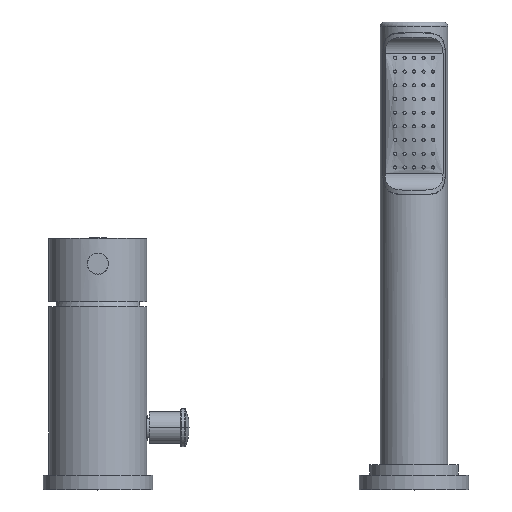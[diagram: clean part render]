
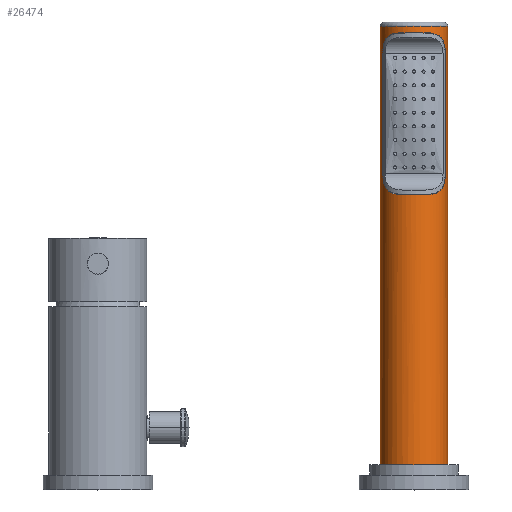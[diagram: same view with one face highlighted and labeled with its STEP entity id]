
A CAD part, top view. The second image highlights one B-rep face of the part: STEP entity #26474.
In plain terms, the highlighted cylindrical face has radius 16 mm (diameter 32 mm), a partial arc.
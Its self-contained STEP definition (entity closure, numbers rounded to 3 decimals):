
#26157=DIRECTION('',(0.,1.,0.));
#26158=VECTOR('',#26157,208.);
#26159=CARTESIAN_POINT('',(166.,5.,0.));
#26160=LINE('',#26159,#26158);
#26161=CARTESIAN_POINT('',(150.,213.,0.));
#26162=DIRECTION('',(0.,1.,0.));
#26163=DIRECTION('',(-1.,0.,0.));
#26164=AXIS2_PLACEMENT_3D('',#26161,#26162,#26163);
#26166=CARTESIAN_POINT('',(150.,5.,0.));
#26167=DIRECTION('',(0.,-1.,0.));
#26168=DIRECTION('',(1.,0.,0.));
#26169=AXIS2_PLACEMENT_3D('',#26166,#26167,#26168);
#26171=DIRECTION('',(0.,1.,0.));
#26172=VECTOR('',#26171,208.);
#26173=CARTESIAN_POINT('',(134.,5.,0.));
#26174=LINE('',#26173,#26172);
#26175=CARTESIAN_POINT('',(164.832,200.,6.));
#26176=CARTESIAN_POINT('',(164.832,200.712,6.));
#26177=CARTESIAN_POINT('',(164.774,202.09,6.148));
#26178=CARTESIAN_POINT('',(164.498,204.066,6.788));
#26179=CARTESIAN_POINT('',(164.003,205.799,7.776));
#26180=CARTESIAN_POINT('',(163.247,207.242,9.021));
#26181=CARTESIAN_POINT('',(162.175,208.376,10.442));
#26182=CARTESIAN_POINT('',(160.701,209.203,11.969));
#26183=CARTESIAN_POINT('',(158.717,209.725,13.508));
#26184=CARTESIAN_POINT('',(156.156,209.959,14.873));
#26185=CARTESIAN_POINT('',(153.161,210.003,15.791));
#26186=CARTESIAN_POINT('',(150.,209.998,16.104));
#26187=CARTESIAN_POINT('',(146.839,210.003,15.791));
#26188=CARTESIAN_POINT('',(143.844,209.959,14.873));
#26189=CARTESIAN_POINT('',(141.283,209.725,13.508));
#26190=CARTESIAN_POINT('',(139.299,209.203,11.969));
#26191=CARTESIAN_POINT('',(137.825,208.376,10.442));
#26192=CARTESIAN_POINT('',(136.753,207.242,9.021));
#26193=CARTESIAN_POINT('',(135.997,205.799,7.776));
#26194=CARTESIAN_POINT('',(135.502,204.066,6.788));
#26195=CARTESIAN_POINT('',(135.226,202.09,6.148));
#26196=CARTESIAN_POINT('',(135.168,200.712,6.));
#26197=CARTESIAN_POINT('',(135.168,200.,6.));
#26199=DIRECTION('',(0.,-1.,0.));
#26200=VECTOR('',#26199,57.);
#26201=CARTESIAN_POINT('',(135.168,200.,6.));
#26202=LINE('',#26201,#26200);
#26203=CARTESIAN_POINT('',(135.168,143.,6.));
#26204=CARTESIAN_POINT('',(135.168,142.288,6.));
#26205=CARTESIAN_POINT('',(135.226,140.91,6.148));
#26206=CARTESIAN_POINT('',(135.502,138.934,6.788));
#26207=CARTESIAN_POINT('',(135.997,137.201,7.776));
#26208=CARTESIAN_POINT('',(136.753,135.758,9.021));
#26209=CARTESIAN_POINT('',(137.825,134.624,10.442));
#26210=CARTESIAN_POINT('',(139.299,133.797,11.969));
#26211=CARTESIAN_POINT('',(141.283,133.275,13.508));
#26212=CARTESIAN_POINT('',(143.844,133.041,14.873));
#26213=CARTESIAN_POINT('',(146.839,132.997,15.791));
#26214=CARTESIAN_POINT('',(150.,133.002,16.104));
#26215=CARTESIAN_POINT('',(153.161,132.997,15.791));
#26216=CARTESIAN_POINT('',(156.156,133.041,14.873));
#26217=CARTESIAN_POINT('',(158.717,133.275,13.508));
#26218=CARTESIAN_POINT('',(160.701,133.797,11.969));
#26219=CARTESIAN_POINT('',(162.175,134.624,10.442));
#26220=CARTESIAN_POINT('',(163.247,135.758,9.021));
#26221=CARTESIAN_POINT('',(164.003,137.201,7.776));
#26222=CARTESIAN_POINT('',(164.498,138.934,6.788));
#26223=CARTESIAN_POINT('',(164.774,140.91,6.148));
#26224=CARTESIAN_POINT('',(164.832,142.288,6.));
#26225=CARTESIAN_POINT('',(164.832,143.,6.));
#26227=DIRECTION('',(0.,1.,0.));
#26228=VECTOR('',#26227,57.);
#26229=CARTESIAN_POINT('',(164.832,143.,6.));
#26230=LINE('',#26229,#26228);
#26373=CARTESIAN_POINT('',(166.,5.,0.));
#26374=CARTESIAN_POINT('',(134.,5.,0.));
#26375=VERTEX_POINT('',#26373);
#26376=VERTEX_POINT('',#26374);
#26389=CARTESIAN_POINT('',(134.,213.,0.));
#26390=CARTESIAN_POINT('',(166.,213.,0.));
#26391=VERTEX_POINT('',#26389);
#26392=VERTEX_POINT('',#26390);
#26401=VERTEX_POINT('',#26175);
#26402=VERTEX_POINT('',#26197);
#26403=VERTEX_POINT('',#26203);
#26404=VERTEX_POINT('',#26225);
#26451=CARTESIAN_POINT('',(150.,5.,0.));
#26452=DIRECTION('',(0.,1.,0.));
#26453=DIRECTION('',(1.,0.,0.));
#26454=AXIS2_PLACEMENT_3D('',#26451,#26452,#26453);
#26455=CYLINDRICAL_SURFACE('',#26454,16.);
#26457=ORIENTED_EDGE('',*,*,#26456,.T.);
#26458=ORIENTED_EDGE('',*,*,#26439,.F.);
#26460=ORIENTED_EDGE('',*,*,#26459,.T.);
#26461=ORIENTED_EDGE('',*,*,#26435,.T.);
#26462=EDGE_LOOP('',(#26457,#26458,#26460,#26461));
#26463=FACE_OUTER_BOUND('',#26462,.F.);
#26465=ORIENTED_EDGE('',*,*,#26464,.T.);
#26467=ORIENTED_EDGE('',*,*,#26466,.T.);
#26469=ORIENTED_EDGE('',*,*,#26468,.T.);
#26471=ORIENTED_EDGE('',*,*,#26470,.T.);
#26472=EDGE_LOOP('',(#26465,#26467,#26469,#26471));
#26473=FACE_BOUND('',#26472,.F.);
#26474=ADVANCED_FACE('',(#26463,#26473),#26455,.T.);
#26165=CIRCLE('',#26164,16.);
#26170=CIRCLE('',#26169,16.);
#26198=B_SPLINE_CURVE_WITH_KNOTS('',3,(#26175,#26176,#26177,#26178,#26179,
#26180,#26181,#26182,#26183,#26184,#26185,#26186,#26187,#26188,#26189,#26190,
#26191,#26192,#26193,#26194,#26195,#26196,#26197),.UNSPECIFIED.,.F.,.F.,(4,1,1,
1,1,1,1,1,1,1,1,1,1,1,1,1,1,1,1,1,4),(0.,0.05,0.1,0.15,0.2,0.25,
0.3,0.35,0.4,0.45,0.5,0.55,0.6,0.65,0.7,0.75,0.8,0.85,
0.9,0.95,1.),.UNSPECIFIED.);
#26226=B_SPLINE_CURVE_WITH_KNOTS('',3,(#26203,#26204,#26205,#26206,#26207,
#26208,#26209,#26210,#26211,#26212,#26213,#26214,#26215,#26216,#26217,#26218,
#26219,#26220,#26221,#26222,#26223,#26224,#26225),.UNSPECIFIED.,.F.,.F.,(4,1,1,
1,1,1,1,1,1,1,1,1,1,1,1,1,1,1,1,1,4),(0.,0.05,0.1,0.15,0.2,0.25,
0.3,0.35,0.4,0.45,0.5,0.55,0.6,0.65,0.7,0.75,0.8,0.85,
0.9,0.95,1.),.UNSPECIFIED.);
#26435=EDGE_CURVE('',#26376,#26391,#26174,.T.);
#26439=EDGE_CURVE('',#26375,#26392,#26160,.T.);
#26456=EDGE_CURVE('',#26391,#26392,#26165,.T.);
#26459=EDGE_CURVE('',#26375,#26376,#26170,.T.);
#26464=EDGE_CURVE('',#26401,#26402,#26198,.T.);
#26466=EDGE_CURVE('',#26402,#26403,#26202,.T.);
#26468=EDGE_CURVE('',#26403,#26404,#26226,.T.);
#26470=EDGE_CURVE('',#26404,#26401,#26230,.T.);
